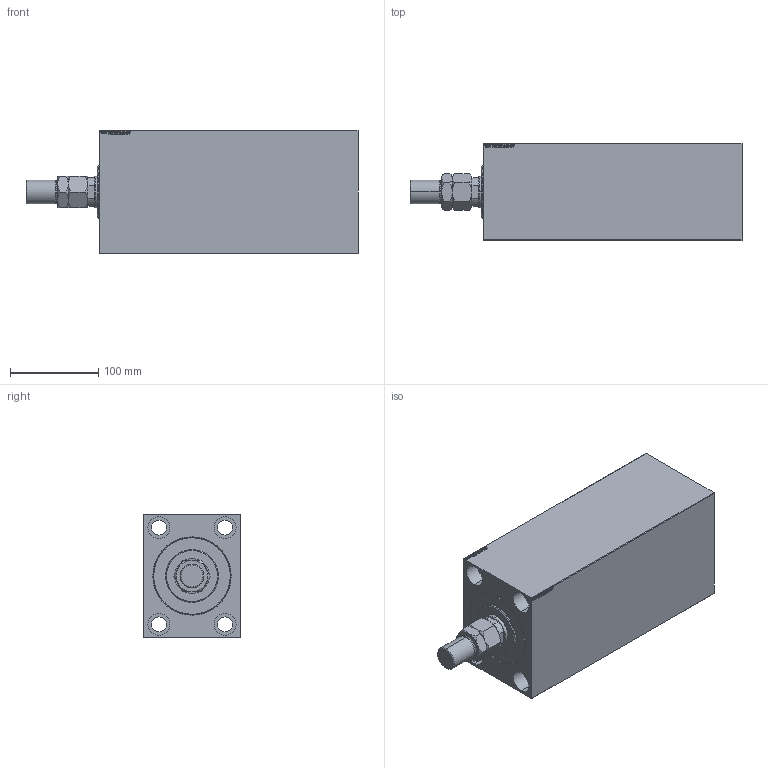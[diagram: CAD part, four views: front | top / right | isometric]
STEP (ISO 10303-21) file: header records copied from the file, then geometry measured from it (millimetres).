
FILE_DESCRIPTION (( 'STEP AP203' ), '1' );
FILE_NAME ('6da1.STEP', '2021-11-01T19:21:09', ( '' ), ( '' ), 'SwSTEP 2.0', 'SolidWorks 2019', '' );
FILE_SCHEMA (( 'CONFIG_CONTROL_DESIGN' ));
Length unit declared in the file: millimetre
Products named in the file (5): MTA f7e803205b77b07a7b1e72bc2bb3da2f; V450CM_VC_B f7e803205b77b07a7b1e72bc2bb3da2f; V450CM_C f7e803205b77b07a7b1e72bc2bb3da2f; 6da1; V450CM_C_VCP f7e803205b77b07a7b1e72bc2bb3da2f
Assembly tree (4 placements, depth 2):
  6da1
    V450CM_C f7e803205b77b07a7b1e72bc2bb3da2f
    V450CM_C_VCP f7e803205b77b07a7b1e72bc2bb3da2f
    V450CM_VC_B f7e803205b77b07a7b1e72bc2bb3da2f
    MTA f7e803205b77b07a7b1e72bc2bb3da2f
Bounding box: 377 x 110 x 140 mm (x, y, z)
Volume: 3457178.4 mm3; surface area: 395823.3 mm2
Topology: 4 solids, 4 shells, 914 faces, 2319 edges, 1525 vertices
Faces by surface type: plane 424, bspline 380, cylinder 66, cone 42, torus 2
Entity records: 45770 total; most frequent: CARTESIAN_POINT 25769, ORIENTED_EDGE 4634, DIRECTION 2745, EDGE_CURVE 2317, VERTEX_POINT 1525, LINE 1327, VECTOR 1327, EDGE_LOOP 1042
